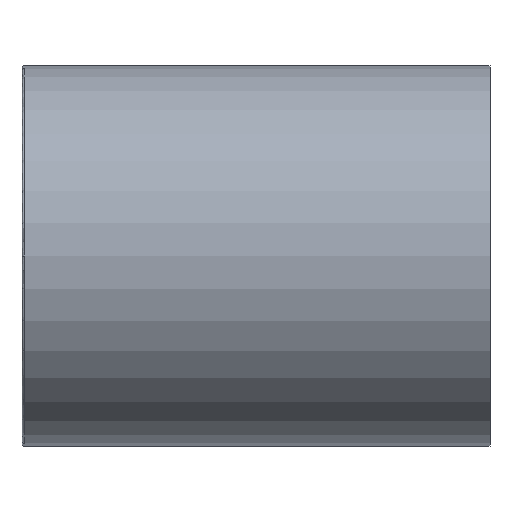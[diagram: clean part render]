
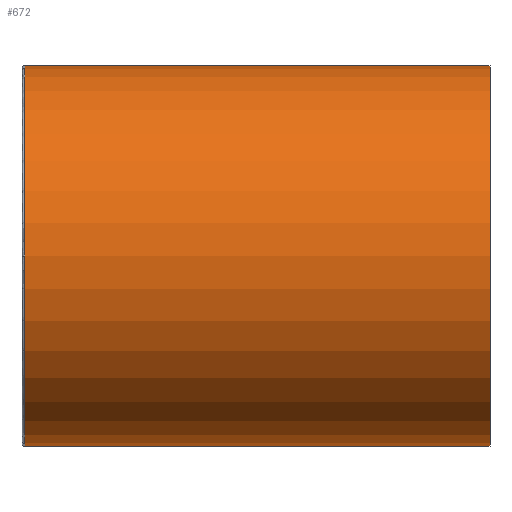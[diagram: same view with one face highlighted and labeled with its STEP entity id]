
A CAD part, left-side view. The second image highlights one B-rep face of the part: STEP entity #672.
In plain terms, the highlighted cylindrical face has radius 135 mm (diameter 270 mm), a partial arc.
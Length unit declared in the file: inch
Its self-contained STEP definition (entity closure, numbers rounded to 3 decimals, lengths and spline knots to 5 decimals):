
#18 = DIRECTION ( 'NONE',  ( 0., 0., -1. ) ) ;
#20 = CARTESIAN_POINT ( 'NONE',  ( 0., 13.06649, 0. ) ) ;
#52 = CARTESIAN_POINT ( 'NONE',  ( 0., 12.98774, 5.31496 ) ) ;
#72 = CARTESIAN_POINT ( 'NONE',  ( 0., 12.98774, -5.31496 ) ) ;
#76 = CARTESIAN_POINT ( 'NONE',  ( -5.31496, 12.98774, 0. ) ) ;
#80 = CARTESIAN_POINT ( 'NONE',  ( 0., 0., 5.31496 ) ) ;
#85 = CARTESIAN_POINT ( 'NONE',  ( 0., 0., -5.31496 ) ) ;
#108 = DIRECTION ( 'NONE',  ( 0., -1., 0. ) ) ;
#140 = DIRECTION ( 'NONE',  ( 0., -1., 0. ) ) ;
#144 = DIRECTION ( 'NONE',  ( 0., -1., 0. ) ) ;
#148 = CARTESIAN_POINT ( 'NONE',  ( 0., 13.06649, 5.31496 ) ) ;
#189 = CARTESIAN_POINT ( 'NONE',  ( 0., 13.06649, -5.31496 ) ) ;
#198 = CARTESIAN_POINT ( 'NONE',  ( 0., 12.98774, 0. ) ) ;
#203 = DIRECTION ( 'NONE',  ( 0., 0., -1. ) ) ;
#204 = DIRECTION ( 'NONE',  ( 0., -1., 0. ) ) ;
#209 = CARTESIAN_POINT ( 'NONE',  ( 0., 0., 0. ) ) ;
#210 = DIRECTION ( 'NONE',  ( 0., 0., -1. ) ) ;
#212 = DIRECTION ( 'NONE',  ( 0., -1., 0. ) ) ;
#425 = DIRECTION ( 'NONE',  ( 0., 0., -1. ) ) ;
#426 = DIRECTION ( 'NONE',  ( 0., -1., 0. ) ) ;
#427 = CARTESIAN_POINT ( 'NONE',  ( 0., 12.98774, 0. ) ) ;
#456 = FACE_OUTER_BOUND ( 'NONE', #473, .T. ) ;
#464 = ORIENTED_EDGE ( 'NONE', *, *, #693, .F. ) ;
#473 = EDGE_LOOP ( 'NONE', ( #464, #489, #630, #475, #484 ) ) ;
#475 = ORIENTED_EDGE ( 'NONE', *, *, #695, .T. ) ;
#484 = ORIENTED_EDGE ( 'NONE', *, *, #701, .F. ) ;
#489 = ORIENTED_EDGE ( 'NONE', *, *, #698, .T. ) ;
#500 = LINE ( 'NONE', #148, #646 ) ;
#537 = VERTEX_POINT ( 'NONE', #72 ) ;
#547 = VERTEX_POINT ( 'NONE', #52 ) ;
#555 = CIRCLE ( 'NONE', #773, 5.31496 ) ;
#570 = VERTEX_POINT ( 'NONE', #76 ) ;
#586 = VERTEX_POINT ( 'NONE', #80 ) ;
#595 = CYLINDRICAL_SURFACE ( 'NONE', #739, 5.31496 ) ;
#627 = VERTEX_POINT ( 'NONE', #85 ) ;
#628 = VECTOR ( 'NONE', #140, 39.37008 ) ;
#630 = ORIENTED_EDGE ( 'NONE', *, *, #716, .T. ) ;
#631 = LINE ( 'NONE', #189, #628 ) ;
#633 = CIRCLE ( 'NONE', #753, 5.31496 ) ;
#646 = VECTOR ( 'NONE', #144, 39.37008 ) ;
#652 = CIRCLE ( 'NONE', #755, 5.31496 ) ;
#672 = ADVANCED_FACE ( 'NONE', ( #456 ), #595, .T. ) ;
#693 = EDGE_CURVE ( 'NONE', #547, #586, #500, .T. ) ;
#695 = EDGE_CURVE ( 'NONE', #537, #627, #631, .T. ) ;
#698 = EDGE_CURVE ( 'NONE', #547, #570, #633, .T. ) ;
#701 = EDGE_CURVE ( 'NONE', #586, #627, #652, .T. ) ;
#716 = EDGE_CURVE ( 'NONE', #570, #537, #555, .T. ) ;
#739 = AXIS2_PLACEMENT_3D ( 'NONE', #20, #108, #18 ) ;
#753 = AXIS2_PLACEMENT_3D ( 'NONE', #198, #204, #203 ) ;
#755 = AXIS2_PLACEMENT_3D ( 'NONE', #209, #212, #210 ) ;
#773 = AXIS2_PLACEMENT_3D ( 'NONE', #427, #426, #425 ) ;
